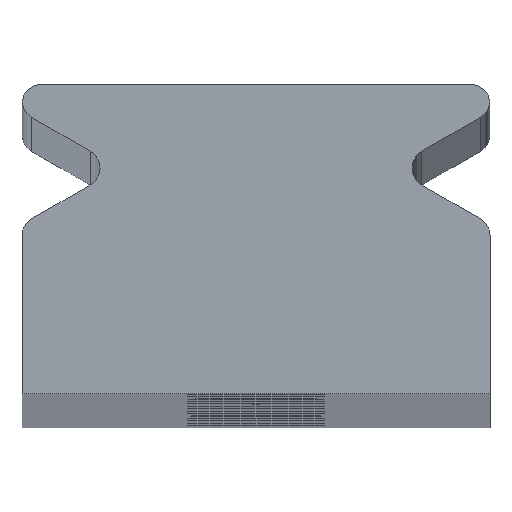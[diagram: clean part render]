
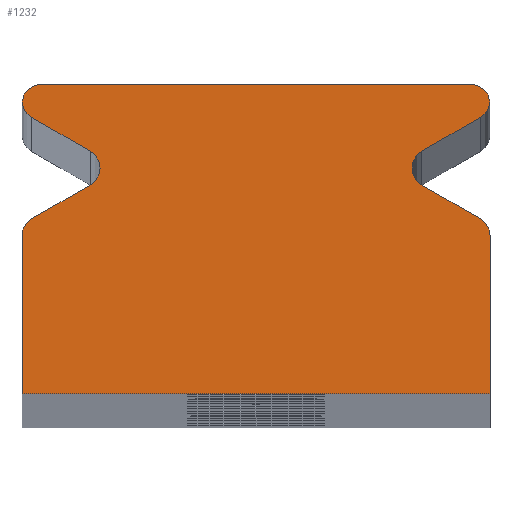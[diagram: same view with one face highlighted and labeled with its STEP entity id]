
A CAD part, top view. The second image highlights one B-rep face of the part: STEP entity #1232.
In plain terms, the highlighted planar face has unit normal (0, 0, 1).
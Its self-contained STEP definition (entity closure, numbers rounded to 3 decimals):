
#143=CIRCLE('',#1345,0.5);
#144=CIRCLE('',#1346,0.5);
#145=CIRCLE('',#1347,0.5);
#146=CIRCLE('',#1348,0.5);
#147=CIRCLE('',#1349,0.5);
#148=CIRCLE('',#1350,0.5);
#149=CIRCLE('',#1351,0.5);
#150=CIRCLE('',#1352,0.5);
#226=FACE_OUTER_BOUND('',#324,.T.);
#324=EDGE_LOOP('',(#907,#908,#909,#910,#911,#912,#913,#914,#915,#916,#917,
#918,#919,#920,#921,#922));
#437=LINE('',#1921,#509);
#439=LINE('',#1926,#511);
#443=LINE('',#1935,#515);
#449=LINE('',#1948,#521);
#453=LINE('',#1957,#525);
#455=LINE('',#2002,#527);
#461=LINE('',#2015,#533);
#463=LINE('',#2018,#535);
#509=VECTOR('',#1497,4.057);
#511=VECTOR('',#1501,4.057);
#515=VECTOR('',#1507,1.732);
#521=VECTOR('',#1515,1.732);
#525=VECTOR('',#1521,11.);
#527=VECTOR('',#1565,1.732);
#533=VECTOR('',#1573,1.732);
#535=VECTOR('',#1577,12.);
#581=VERTEX_POINT('',#1918);
#582=VERTEX_POINT('',#1920);
#583=VERTEX_POINT('',#1924);
#584=VERTEX_POINT('',#1925);
#587=VERTEX_POINT('',#1933);
#588=VERTEX_POINT('',#1934);
#593=VERTEX_POINT('',#1945);
#594=VERTEX_POINT('',#1947);
#597=VERTEX_POINT('',#1954);
#598=VERTEX_POINT('',#1956);
#619=VERTEX_POINT('',#2000);
#620=VERTEX_POINT('',#2001);
#625=VERTEX_POINT('',#2012);
#626=VERTEX_POINT('',#2014);
#627=VERTEX_POINT('',#2021);
#628=VERTEX_POINT('',#2024);
#693=EDGE_CURVE('',#582,#581,#437,.T.);
#695=EDGE_CURVE('',#583,#584,#439,.T.);
#699=EDGE_CURVE('',#587,#588,#443,.T.);
#705=EDGE_CURVE('',#594,#593,#449,.T.);
#709=EDGE_CURVE('',#598,#597,#453,.T.);
#731=EDGE_CURVE('',#619,#620,#455,.T.);
#737=EDGE_CURVE('',#626,#625,#461,.T.);
#739=EDGE_CURVE('',#583,#581,#463,.T.);
#740=EDGE_CURVE('',#584,#587,#143,.T.);
#741=EDGE_CURVE('',#588,#594,#144,.F.);
#742=EDGE_CURVE('',#593,#627,#145,.T.);
#743=EDGE_CURVE('',#627,#598,#146,.T.);
#744=EDGE_CURVE('',#597,#628,#147,.T.);
#745=EDGE_CURVE('',#628,#619,#148,.T.);
#746=EDGE_CURVE('',#620,#626,#149,.F.);
#747=EDGE_CURVE('',#625,#582,#150,.T.);
#907=ORIENTED_EDGE('',*,*,#739,.F.);
#908=ORIENTED_EDGE('',*,*,#695,.T.);
#909=ORIENTED_EDGE('',*,*,#740,.T.);
#910=ORIENTED_EDGE('',*,*,#699,.T.);
#911=ORIENTED_EDGE('',*,*,#741,.T.);
#912=ORIENTED_EDGE('',*,*,#705,.T.);
#913=ORIENTED_EDGE('',*,*,#742,.T.);
#914=ORIENTED_EDGE('',*,*,#743,.T.);
#915=ORIENTED_EDGE('',*,*,#709,.T.);
#916=ORIENTED_EDGE('',*,*,#744,.T.);
#917=ORIENTED_EDGE('',*,*,#745,.T.);
#918=ORIENTED_EDGE('',*,*,#731,.T.);
#919=ORIENTED_EDGE('',*,*,#746,.T.);
#920=ORIENTED_EDGE('',*,*,#737,.T.);
#921=ORIENTED_EDGE('',*,*,#747,.T.);
#922=ORIENTED_EDGE('',*,*,#693,.T.);
#1202=PLANE('',#1344);
#1232=ADVANCED_FACE('',(#226),#1202,.T.);
#1344=AXIS2_PLACEMENT_3D('',#2017,#1575,#1576);
#1345=AXIS2_PLACEMENT_3D('',#2019,#1578,#1579);
#1346=AXIS2_PLACEMENT_3D('',#2020,#1580,#1581);
#1347=AXIS2_PLACEMENT_3D('',#2022,#1582,#1583);
#1348=AXIS2_PLACEMENT_3D('',#2023,#1584,#1585);
#1349=AXIS2_PLACEMENT_3D('',#2025,#1586,#1587);
#1350=AXIS2_PLACEMENT_3D('',#2026,#1588,#1589);
#1351=AXIS2_PLACEMENT_3D('',#2027,#1590,#1591);
#1352=AXIS2_PLACEMENT_3D('',#2028,#1592,#1593);
#1497=DIRECTION('',(0.,-1.,0.));
#1501=DIRECTION('',(0.,1.,0.));
#1507=DIRECTION('',(-0.866,0.5,0.));
#1515=DIRECTION('',(0.866,0.5,0.));
#1521=DIRECTION('',(-1.,0.,0.));
#1565=DIRECTION('',(0.866,-0.5,0.));
#1573=DIRECTION('',(-0.866,-0.5,0.));
#1575=DIRECTION('center_axis',(0.,0.,1.));
#1576=DIRECTION('ref_axis',(1.,0.,0.));
#1577=DIRECTION('',(-1.,0.,0.));
#1578=DIRECTION('center_axis',(0.,0.,1.));
#1579=DIRECTION('ref_axis',(1.,0.,0.));
#1580=DIRECTION('center_axis',(0.,0.,1.));
#1581=DIRECTION('ref_axis',(1.,0.,0.));
#1582=DIRECTION('center_axis',(0.,0.,1.));
#1583=DIRECTION('ref_axis',(1.,0.,0.));
#1584=DIRECTION('center_axis',(0.,0.,1.));
#1585=DIRECTION('ref_axis',(1.,0.,0.));
#1586=DIRECTION('center_axis',(0.,0.,1.));
#1587=DIRECTION('ref_axis',(1.,0.,0.));
#1588=DIRECTION('center_axis',(0.,0.,1.));
#1589=DIRECTION('ref_axis',(1.,0.,0.));
#1590=DIRECTION('center_axis',(0.,0.,1.));
#1591=DIRECTION('ref_axis',(1.,0.,0.));
#1592=DIRECTION('center_axis',(0.,0.,1.));
#1593=DIRECTION('ref_axis',(1.,0.,0.));
#1918=CARTESIAN_POINT('',(0.,4.057,500.));
#1920=CARTESIAN_POINT('',(0.,8.115,500.));
#1921=CARTESIAN_POINT('',(0.,8.115,500.));
#1924=CARTESIAN_POINT('',(12.,4.057,500.));
#1925=CARTESIAN_POINT('',(12.,8.115,500.));
#1926=CARTESIAN_POINT('',(12.,4.057,500.));
#1933=CARTESIAN_POINT('',(11.75,8.548,500.));
#1934=CARTESIAN_POINT('',(10.25,9.414,500.));
#1935=CARTESIAN_POINT('',(11.75,8.548,500.));
#1945=CARTESIAN_POINT('',(11.75,11.146,500.));
#1947=CARTESIAN_POINT('',(10.25,10.28,500.));
#1948=CARTESIAN_POINT('',(10.25,10.28,500.));
#1954=CARTESIAN_POINT('',(0.5,12.,500.));
#1956=CARTESIAN_POINT('',(11.5,12.,500.));
#1957=CARTESIAN_POINT('',(11.5,12.,500.));
#2000=CARTESIAN_POINT('',(0.25,11.146,500.));
#2001=CARTESIAN_POINT('',(1.75,10.28,500.));
#2002=CARTESIAN_POINT('',(0.25,11.146,500.));
#2012=CARTESIAN_POINT('',(0.25,8.548,500.));
#2014=CARTESIAN_POINT('',(1.75,9.414,500.));
#2015=CARTESIAN_POINT('',(1.75,9.414,500.));
#2017=CARTESIAN_POINT('Origin',(0.,0.,500.));
#2018=CARTESIAN_POINT('',(12.,4.057,500.));
#2019=CARTESIAN_POINT('Origin',(11.5,8.115,500.));
#2020=CARTESIAN_POINT('Origin',(10.5,9.847,500.));
#2021=CARTESIAN_POINT('',(11.998,11.539,500.));
#2022=CARTESIAN_POINT('Origin',(11.5,11.579,500.));
#2023=CARTESIAN_POINT('Origin',(11.5,11.5,500.));
#2024=CARTESIAN_POINT('',(0.002,11.539,500.));
#2025=CARTESIAN_POINT('Origin',(0.5,11.5,500.));
#2026=CARTESIAN_POINT('Origin',(0.5,11.579,500.));
#2027=CARTESIAN_POINT('Origin',(1.5,9.847,500.));
#2028=CARTESIAN_POINT('Origin',(0.5,8.115,500.));
